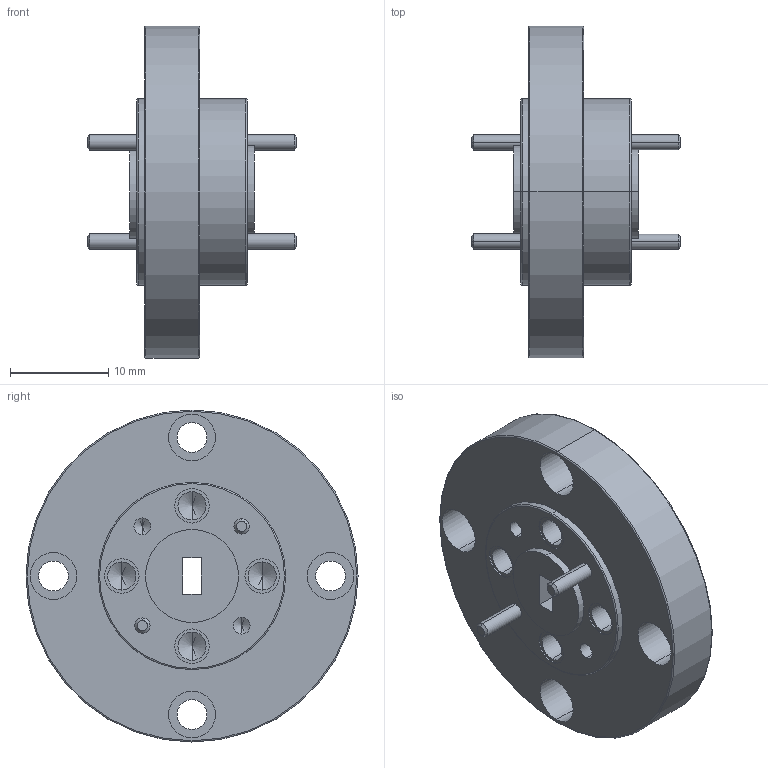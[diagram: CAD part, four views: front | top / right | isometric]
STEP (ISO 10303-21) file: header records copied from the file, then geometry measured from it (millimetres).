
FILE_DESCRIPTION (( 'STEP AP203' ), '1' );
FILE_NAME ('PEWAD5002.step', '2018-04-10T22:08:31', ( '' ), ( '' ), 'SwSTEP 2.0', 'SolidWorks 2017', '' );
FILE_SCHEMA (( 'CONFIG_CONTROL_DESIGN' ));
Length unit declared in the file: inch
Products named in the file (1): PEWAD5002
Bounding box: 21.36 x 33.78 x 33.78 mm (x, y, z)
Volume: 5856.8 mm3; surface area: 3708.5 mm2
Topology: 1 solids, 1 shells, 143 faces, 320 edges, 188 vertices
Faces by surface type: cylinder 76, cone 32, plane 27, torus 8
Entity records: 3941 total; most frequent: DIRECTION 760, CARTESIAN_POINT 628, ORIENTED_EDGE 592, AXIS2_PLACEMENT_3D 320, EDGE_CURVE 296, VERTEX_POINT 188, EDGE_LOOP 186, CIRCLE 176
